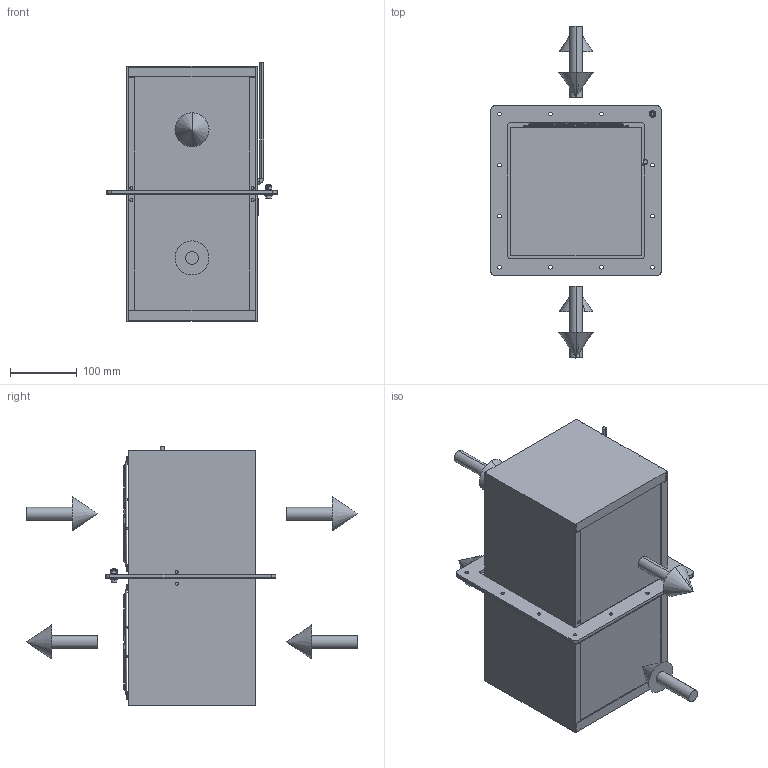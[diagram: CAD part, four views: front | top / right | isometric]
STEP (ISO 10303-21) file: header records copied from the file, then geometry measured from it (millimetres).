
FILE_DESCRIPTION (( 'STEP AP214' ), '1' );
FILE_NAME ('ACT-HPC-40 Simplified Assy for Website.STEP', '2017-04-25T14:00:54', ( '' ), ( '' ), 'SwSTEP 2.0', 'SolidWorks 2016', '' );
FILE_SCHEMA (( 'AUTOMOTIVE_DESIGN' ));
Length unit declared in the file: inch
Products named in the file (1): ACT-HPC-40 Simplified Assy for Website
Bounding box: 254 x 495.3 x 386.56 mm (x, y, z)
Surface area: 873346.8 mm2 (no closed solid volume)
Topology: 0 solids, 52 shells, 388 faces, 1035 edges, 662 vertices
Faces by surface type: torus 156, cylinder 138, plane 79, cone 14, bspline 1
Entity records: 18444 total; most frequent: CARTESIAN_POINT 3330, DIRECTION 2424, ORIENTED_EDGE 1781, AXIS2_PLACEMENT_3D 1034, EDGE_CURVE 1027, VERTEX_POINT 662, CIRCLE 646, EDGE_LOOP 452
